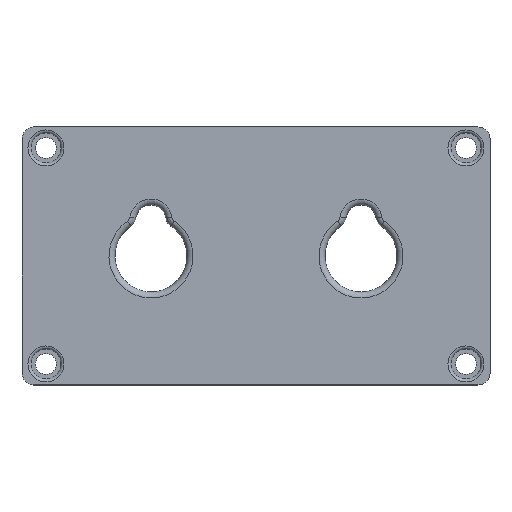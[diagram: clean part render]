
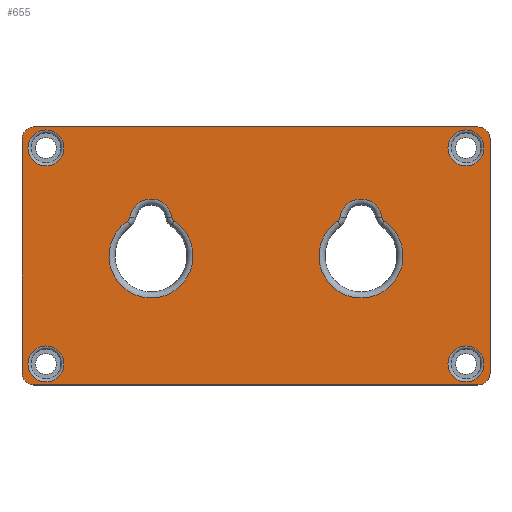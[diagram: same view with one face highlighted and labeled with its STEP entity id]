
A CAD part, top view. The second image highlights one B-rep face of the part: STEP entity #655.
In plain terms, the highlighted planar face has unit normal (0, 0, 1).
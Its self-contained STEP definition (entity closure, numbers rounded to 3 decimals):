
#15=FACE_BOUND('',#178,.T.);
#16=FACE_BOUND('',#179,.T.);
#17=FACE_BOUND('',#180,.T.);
#18=FACE_BOUND('',#181,.T.);
#19=FACE_BOUND('',#182,.T.);
#20=FACE_BOUND('',#183,.T.);
#31=PLANE('',#723);
#44=LINE('',#1101,#76);
#45=LINE('',#1105,#77);
#46=LINE('',#1109,#78);
#47=LINE('',#1112,#79);
#76=VECTOR('',#852,10.);
#77=VECTOR('',#855,10.);
#78=VECTOR('',#858,10.);
#79=VECTOR('',#861,10.);
#135=FACE_OUTER_BOUND('',#177,.T.);
#177=EDGE_LOOP('',(#473,#474,#475,#476,#477,#478,#479,#480));
#178=EDGE_LOOP('',(#481,#482,#483,#484));
#179=EDGE_LOOP('',(#485));
#180=EDGE_LOOP('',(#486));
#181=EDGE_LOOP('',(#487));
#182=EDGE_LOOP('',(#488));
#183=EDGE_LOOP('',(#489,#490,#491,#492));
#232=CIRCLE('',#709,7.);
#234=CIRCLE('',#711,1.);
#237=CIRCLE('',#715,3.5);
#240=CIRCLE('',#718,1.);
#243=CIRCLE('',#724,2.);
#244=CIRCLE('',#725,2.);
#245=CIRCLE('',#726,2.);
#246=CIRCLE('',#727,2.);
#247=CIRCLE('',#728,1.);
#248=CIRCLE('',#729,3.5);
#249=CIRCLE('',#730,1.);
#250=CIRCLE('',#731,7.);
#251=CIRCLE('',#732,3.);
#252=CIRCLE('',#733,3.);
#253=CIRCLE('',#734,3.);
#254=CIRCLE('',#735,3.);
#293=VERTEX_POINT('',#1047);
#296=VERTEX_POINT('',#1052);
#298=VERTEX_POINT('',#1065);
#300=VERTEX_POINT('',#1071);
#304=VERTEX_POINT('',#1097);
#305=VERTEX_POINT('',#1098);
#306=VERTEX_POINT('',#1100);
#307=VERTEX_POINT('',#1102);
#308=VERTEX_POINT('',#1104);
#309=VERTEX_POINT('',#1106);
#310=VERTEX_POINT('',#1108);
#311=VERTEX_POINT('',#1110);
#312=VERTEX_POINT('',#1113);
#313=VERTEX_POINT('',#1114);
#314=VERTEX_POINT('',#1116);
#315=VERTEX_POINT('',#1118);
#316=VERTEX_POINT('',#1121);
#317=VERTEX_POINT('',#1123);
#318=VERTEX_POINT('',#1125);
#319=VERTEX_POINT('',#1127);
#356=EDGE_CURVE('',#296,#293,#232,.T.);
#358=EDGE_CURVE('',#298,#296,#234,.T.);
#361=EDGE_CURVE('',#300,#298,#237,.T.);
#364=EDGE_CURVE('',#293,#300,#240,.T.);
#370=EDGE_CURVE('',#304,#305,#243,.T.);
#371=EDGE_CURVE('',#305,#306,#44,.T.);
#372=EDGE_CURVE('',#306,#307,#244,.T.);
#373=EDGE_CURVE('',#307,#308,#45,.T.);
#374=EDGE_CURVE('',#308,#309,#245,.T.);
#375=EDGE_CURVE('',#309,#310,#46,.T.);
#376=EDGE_CURVE('',#310,#311,#246,.T.);
#377=EDGE_CURVE('',#311,#304,#47,.T.);
#378=EDGE_CURVE('',#312,#313,#247,.T.);
#379=EDGE_CURVE('',#314,#312,#248,.T.);
#380=EDGE_CURVE('',#315,#314,#249,.T.);
#381=EDGE_CURVE('',#313,#315,#250,.T.);
#382=EDGE_CURVE('',#316,#316,#251,.T.);
#383=EDGE_CURVE('',#317,#317,#252,.T.);
#384=EDGE_CURVE('',#318,#318,#253,.T.);
#385=EDGE_CURVE('',#319,#319,#254,.T.);
#473=ORIENTED_EDGE('',*,*,#370,.T.);
#474=ORIENTED_EDGE('',*,*,#371,.T.);
#475=ORIENTED_EDGE('',*,*,#372,.T.);
#476=ORIENTED_EDGE('',*,*,#373,.T.);
#477=ORIENTED_EDGE('',*,*,#374,.T.);
#478=ORIENTED_EDGE('',*,*,#375,.T.);
#479=ORIENTED_EDGE('',*,*,#376,.T.);
#480=ORIENTED_EDGE('',*,*,#377,.T.);
#481=ORIENTED_EDGE('',*,*,#378,.F.);
#482=ORIENTED_EDGE('',*,*,#379,.F.);
#483=ORIENTED_EDGE('',*,*,#380,.F.);
#484=ORIENTED_EDGE('',*,*,#381,.F.);
#485=ORIENTED_EDGE('',*,*,#382,.F.);
#486=ORIENTED_EDGE('',*,*,#383,.F.);
#487=ORIENTED_EDGE('',*,*,#384,.F.);
#488=ORIENTED_EDGE('',*,*,#385,.F.);
#489=ORIENTED_EDGE('',*,*,#356,.F.);
#490=ORIENTED_EDGE('',*,*,#358,.F.);
#491=ORIENTED_EDGE('',*,*,#361,.F.);
#492=ORIENTED_EDGE('',*,*,#364,.F.);
#655=ADVANCED_FACE('',(#135,#15,#16,#17,#18,#19,#20),#31,.T.);
#709=AXIS2_PLACEMENT_3D('',#1054,#817,#818);
#711=AXIS2_PLACEMENT_3D('',#1067,#821,#822);
#715=AXIS2_PLACEMENT_3D('',#1073,#829,#830);
#718=AXIS2_PLACEMENT_3D('',#1085,#835,#836);
#723=AXIS2_PLACEMENT_3D('',#1096,#848,#849);
#724=AXIS2_PLACEMENT_3D('',#1099,#850,#851);
#725=AXIS2_PLACEMENT_3D('',#1103,#853,#854);
#726=AXIS2_PLACEMENT_3D('',#1107,#856,#857);
#727=AXIS2_PLACEMENT_3D('',#1111,#859,#860);
#728=AXIS2_PLACEMENT_3D('',#1115,#862,#863);
#729=AXIS2_PLACEMENT_3D('',#1117,#864,#865);
#730=AXIS2_PLACEMENT_3D('',#1119,#866,#867);
#731=AXIS2_PLACEMENT_3D('',#1120,#868,#869);
#732=AXIS2_PLACEMENT_3D('',#1122,#870,#871);
#733=AXIS2_PLACEMENT_3D('',#1124,#872,#873);
#734=AXIS2_PLACEMENT_3D('',#1126,#874,#875);
#735=AXIS2_PLACEMENT_3D('',#1128,#876,#877);
#817=DIRECTION('center_axis',(0.,0.,1.));
#818=DIRECTION('ref_axis',(0.,-1.,0.));
#821=DIRECTION('center_axis',(0.,0.,-1.));
#822=DIRECTION('ref_axis',(0.846,-0.533,0.));
#829=DIRECTION('center_axis',(0.,0.,1.));
#830=DIRECTION('ref_axis',(0.,1.,0.));
#835=DIRECTION('center_axis',(0.,0.,-1.));
#836=DIRECTION('ref_axis',(-0.846,-0.533,0.));
#848=DIRECTION('center_axis',(0.,0.,1.));
#849=DIRECTION('ref_axis',(-1.,0.,0.));
#850=DIRECTION('center_axis',(0.,0.,1.));
#851=DIRECTION('ref_axis',(0.,-1.,0.));
#852=DIRECTION('',(0.,1.,0.));
#853=DIRECTION('center_axis',(0.,0.,1.));
#854=DIRECTION('ref_axis',(1.,0.,0.));
#855=DIRECTION('',(-1.,0.,0.));
#856=DIRECTION('center_axis',(0.,0.,1.));
#857=DIRECTION('ref_axis',(0.,1.,0.));
#858=DIRECTION('',(0.,-1.,0.));
#859=DIRECTION('center_axis',(0.,0.,1.));
#860=DIRECTION('ref_axis',(-1.,0.,0.));
#861=DIRECTION('',(1.,0.,0.));
#862=DIRECTION('center_axis',(0.,0.,-1.));
#863=DIRECTION('ref_axis',(0.848,-0.53,0.));
#864=DIRECTION('center_axis',(0.,0.,1.));
#865=DIRECTION('ref_axis',(-0.003,1.,0.));
#866=DIRECTION('center_axis',(0.,0.,-1.));
#867=DIRECTION('ref_axis',(-0.844,-0.536,0.));
#868=DIRECTION('center_axis',(0.,0.,1.));
#869=DIRECTION('ref_axis',(0.003,-1.,0.));
#870=DIRECTION('center_axis',(0.,0.,1.));
#871=DIRECTION('ref_axis',(-1.,0.,0.));
#872=DIRECTION('center_axis',(0.,0.,1.));
#873=DIRECTION('ref_axis',(-1.,0.,0.));
#874=DIRECTION('center_axis',(0.,0.,1.));
#875=DIRECTION('ref_axis',(-1.,0.,0.));
#876=DIRECTION('center_axis',(0.,0.,1.));
#877=DIRECTION('ref_axis',(-1.,0.,0.));
#1047=CARTESIAN_POINT('',(3.897,5.815,60.));
#1052=CARTESIAN_POINT('',(-3.897,5.815,60.));
#1054=CARTESIAN_POINT('Origin',(0.,0.,60.));
#1065=CARTESIAN_POINT('',(-3.464,6.502,60.));
#1067=CARTESIAN_POINT('Origin',(-4.453,6.646,60.));
#1071=CARTESIAN_POINT('',(3.464,6.502,60.));
#1073=CARTESIAN_POINT('Origin',(0.,6.,60.));
#1085=CARTESIAN_POINT('Origin',(4.453,6.646,60.));
#1096=CARTESIAN_POINT('Origin',(-17.495,0.,
60.));
#1097=CARTESIAN_POINT('',(19.5,-21.5,60.));
#1098=CARTESIAN_POINT('',(21.5,-19.5,60.));
#1099=CARTESIAN_POINT('Origin',(19.5,-19.5,60.));
#1100=CARTESIAN_POINT('',(21.5,19.5,60.));
#1101=CARTESIAN_POINT('',(21.5,-19.5,60.));
#1102=CARTESIAN_POINT('',(19.5,21.5,60.));
#1103=CARTESIAN_POINT('Origin',(19.5,19.5,60.));
#1104=CARTESIAN_POINT('',(-54.5,21.5,60.));
#1105=CARTESIAN_POINT('',(-56.491,21.5,60.));
#1106=CARTESIAN_POINT('',(-56.491,19.691,60.));
#1107=CARTESIAN_POINT('Origin',(-54.5,19.5,60.));
#1108=CARTESIAN_POINT('',(-56.491,-19.691,60.));
#1109=CARTESIAN_POINT('',(-56.491,-21.5,60.));
#1110=CARTESIAN_POINT('',(-54.5,-21.5,60.));
#1111=CARTESIAN_POINT('Origin',(-54.5,-19.5,60.));
#1112=CARTESIAN_POINT('',(21.509,-21.5,60.));
#1113=CARTESIAN_POINT('',(-38.484,6.491,60.));
#1114=CARTESIAN_POINT('',(-38.915,5.803,60.));
#1115=CARTESIAN_POINT('Origin',(-39.475,6.632,60.));
#1116=CARTESIAN_POINT('',(-31.557,6.513,60.));
#1117=CARTESIAN_POINT('Origin',(-35.019,6.,60.));
#1118=CARTESIAN_POINT('',(-31.122,5.827,60.));
#1119=CARTESIAN_POINT('Origin',(-30.568,6.66,60.));
#1120=CARTESIAN_POINT('Origin',(-35.,0.,
60.));
#1121=CARTESIAN_POINT('',(20.5,18.,60.));
#1122=CARTESIAN_POINT('Origin',(17.5,18.,60.));
#1123=CARTESIAN_POINT('',(-49.5,-18.,60.));
#1124=CARTESIAN_POINT('Origin',(-52.5,-18.,60.));
#1125=CARTESIAN_POINT('',(-49.5,18.,60.));
#1126=CARTESIAN_POINT('Origin',(-52.5,18.,60.));
#1127=CARTESIAN_POINT('',(20.5,-18.,60.));
#1128=CARTESIAN_POINT('Origin',(17.5,-18.,60.));
